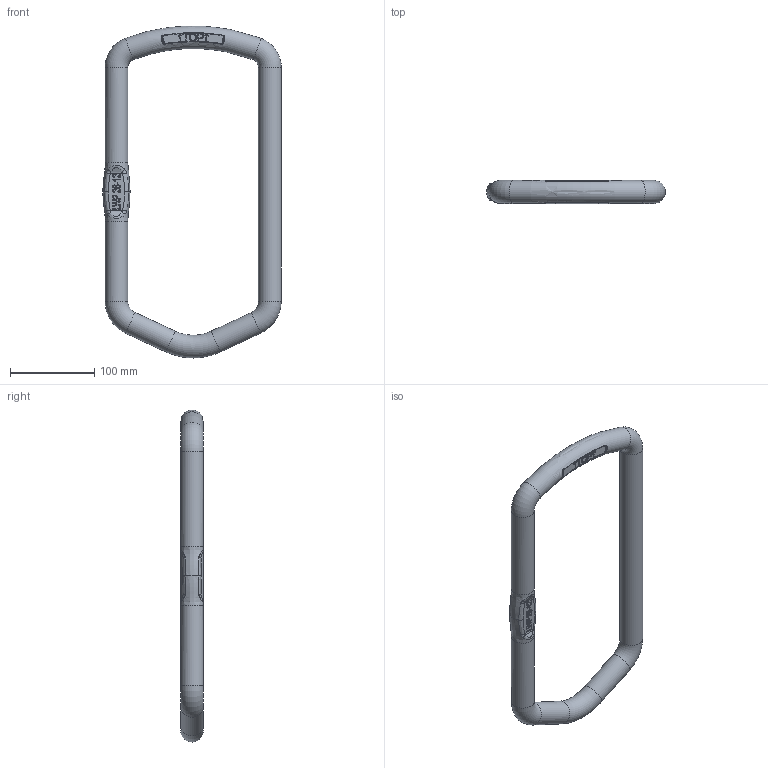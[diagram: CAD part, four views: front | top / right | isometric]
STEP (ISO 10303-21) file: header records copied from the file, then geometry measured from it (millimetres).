
FILE_DESCRIPTION(/* description */ (''),/* implementation_level */ '2;1');
FILE_NAME(/* name */ 'VLWP 1-13.stp',/* time_stamp */ '2022-05-13T10:02:22+02:00',/* author */ (''),/* organization */ (''),/* preprocessor_version */ 'ST-DEVELOPER v16',/* originating_system */ 'SIEMENS PLM Software NX 11.0',/* authorisation */ '');
FILE_SCHEMA (('AUTOMOTIVE_DESIGN { 1 0 10303 214 3 1 1 1 }'));
Length unit declared in the file: millimetre
Products named in the file (2): LWP 26 dummy; VLWP 1-13
Assembly tree (1 placements, depth 2):
  VLWP 1-13
    LWP 26 dummy
Bounding box: 211.7 x 27.13 x 393.86 mm (x, y, z)
Volume: 567695 mm3; surface area: 84736.7 mm2
Topology: 1 solids, 1 shells, 274 faces, 700 edges, 451 vertices
Faces by surface type: plane 141, extrusion 72, bspline 34, torus 14, cylinder 13
Full cylindrical faces by diameter (mm): 27 x5
Entity records: 11092 total; most frequent: CARTESIAN_POINT 5262, ORIENTED_EDGE 1368, DIRECTION 812, EDGE_CURVE 684, VERTEX_POINT 448, B_SPLINE_CURVE_WITH_KNOTS 418, VECTOR 348, EDGE_LOOP 312
